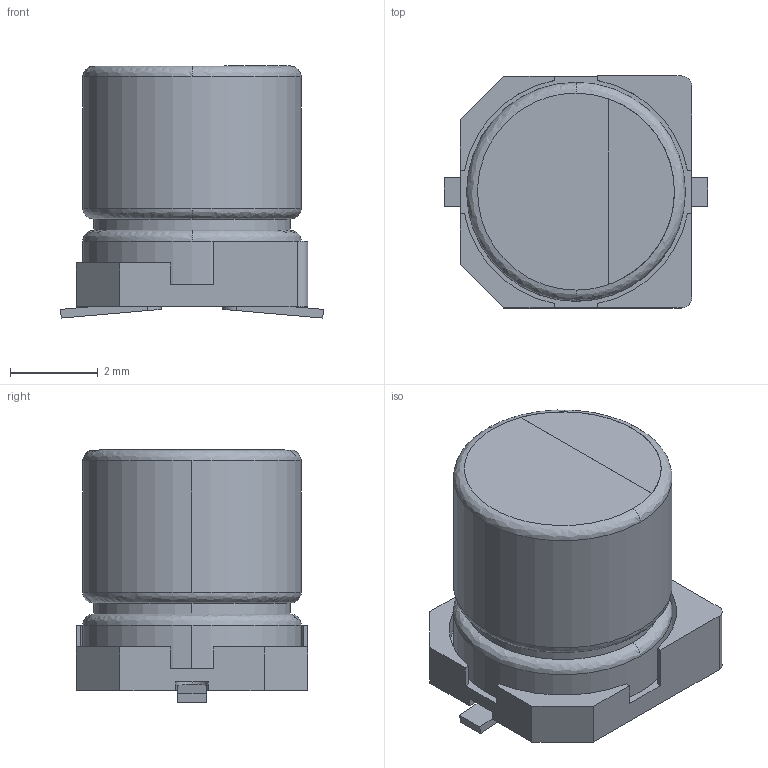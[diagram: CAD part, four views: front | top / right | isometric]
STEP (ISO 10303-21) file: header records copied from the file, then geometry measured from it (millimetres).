
FILE_DESCRIPTION (( 'STEP AP214' ), '1' );
FILE_NAME ('User Library-CAPAE530X550D600L230X65.STEP', '2018-08-29T05:05:49', ( '' ), ( '' ), 'SwSTEP 2.0', 'SolidWorks 2018', '' );
FILE_SCHEMA (( 'AUTOMOTIVE_DESIGN' ));
Length unit declared in the file: millimetre
Products named in the file (6): User Library-CAPAE530X550D600L230X65_Polarity; User Library-CAPAE530X550D600L230X65_Pin2; User Library-CAPAE530X550D600L230X65; User Library-CAPAE530X550D600L230X65_Can; User Library-CAPAE530X550D600L230X65_Pin2_2; User Library-CAPAE530X550D600L230X65_Base
Assembly tree (5 placements, depth 2):
  User Library-CAPAE530X550D600L230X65
    User Library-CAPAE530X550D600L230X65_Pin2
    User Library-CAPAE530X550D600L230X65_Base
    User Library-CAPAE530X550D600L230X65_Polarity
    User Library-CAPAE530X550D600L230X65_Can
    User Library-CAPAE530X550D600L230X65_Pin2_2
Bounding box: 6.01 x 5.3 x 5.76 mm (x, y, z)
Volume: 114.6 mm3; surface area: 224.5 mm2
Topology: 5 solids, 5 shells, 67 faces, 171 edges, 114 vertices
Faces by surface type: plane 41, cylinder 20, bspline 6
Entity records: 3086 total; most frequent: CARTESIAN_POINT 456, DIRECTION 363, ORIENTED_EDGE 342, EDGE_CURVE 171, AXIS2_PLACEMENT_3D 125, VERTEX_POINT 114, VECTOR 113, LINE 113
